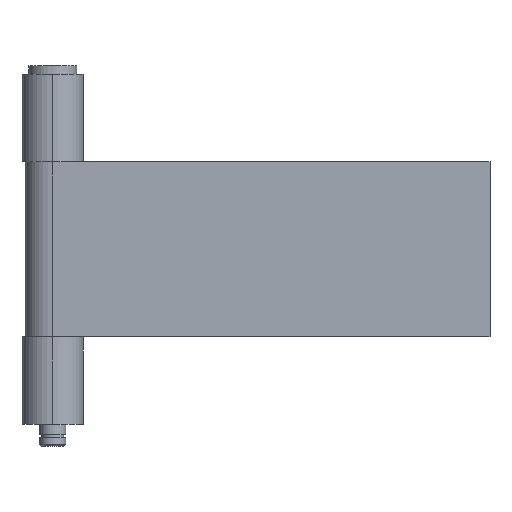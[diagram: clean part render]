
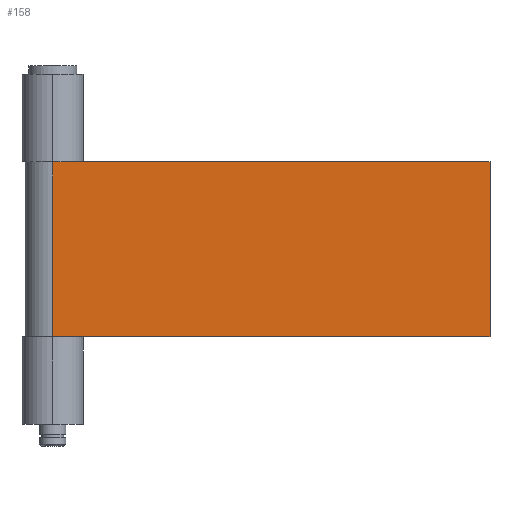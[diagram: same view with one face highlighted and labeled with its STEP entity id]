
A CAD part, top view. The second image highlights one B-rep face of the part: STEP entity #158.
In plain terms, the highlighted face is planar.
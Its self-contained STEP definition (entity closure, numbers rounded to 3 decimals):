
#140 = ORIENTED_EDGE ( 'NONE', *, *, #156, .T. ) ;
#154 = ORIENTED_EDGE ( 'NONE', *, *, #335, .F. ) ;
#156 = EDGE_CURVE ( 'NONE', #350, #307, #453, .T. ) ;
#157 = EDGE_LOOP ( 'NONE', ( #310, #289, #154, #140 ) ) ;
#158 = ADVANCED_FACE ( 'NONE', ( #449 ), #448, .F. ) ;
#285 = VERTEX_POINT ( 'NONE', #656 ) ;
#289 = ORIENTED_EDGE ( 'NONE', *, *, #305, .F. ) ;
#305 = EDGE_CURVE ( 'NONE', #285, #344, #688, .T. ) ;
#307 = VERTEX_POINT ( 'NONE', #684 ) ;
#308 = EDGE_CURVE ( 'NONE', #307, #344, #683, .T. ) ;
#310 = ORIENTED_EDGE ( 'NONE', *, *, #308, .T. ) ;
#335 = EDGE_CURVE ( 'NONE', #350, #285, #770, .T. ) ;
#344 = VERTEX_POINT ( 'NONE', #749 ) ;
#350 = VERTEX_POINT ( 'NONE', #794 ) ;
#444 = DIRECTION ( 'NONE',  ( 1., 0., 0. ) ) ;
#445 = DIRECTION ( 'NONE',  ( 0., 0., 1. ) ) ;
#446 = CARTESIAN_POINT ( 'NONE',  ( 0., 40., -6.3 ) ) ;
#447 = AXIS2_PLACEMENT_3D ( 'NONE', #446, #445, #444 ) ;
#448 = PLANE ( 'NONE',  #447 ) ;
#449 = FACE_OUTER_BOUND ( 'NONE', #157, .T. ) ;
#450 = DIRECTION ( 'NONE',  ( 0., -1., 0. ) ) ;
#451 = VECTOR ( 'NONE', #450, 1000. ) ;
#452 = CARTESIAN_POINT ( 'NONE',  ( 100., 40., -6.3 ) ) ;
#453 = LINE ( 'NONE', #452, #451 ) ;
#656 = CARTESIAN_POINT ( 'NONE',  ( 0., 40., -6.3 ) ) ;
#680 = DIRECTION ( 'NONE',  ( -1., 0., 0. ) ) ;
#681 = VECTOR ( 'NONE', #680, 1000. ) ;
#682 = CARTESIAN_POINT ( 'NONE',  ( 0., 0., -6.3 ) ) ;
#683 = LINE ( 'NONE', #682, #681 ) ;
#684 = CARTESIAN_POINT ( 'NONE',  ( 100., 0., -6.3 ) ) ;
#685 = DIRECTION ( 'NONE',  ( 0., -1., 0. ) ) ;
#686 = VECTOR ( 'NONE', #685, 1000. ) ;
#687 = CARTESIAN_POINT ( 'NONE',  ( 0., 40., -6.3 ) ) ;
#688 = LINE ( 'NONE', #687, #686 ) ;
#749 = CARTESIAN_POINT ( 'NONE',  ( 0., 0., -6.3 ) ) ;
#767 = DIRECTION ( 'NONE',  ( -1., 0., 0. ) ) ;
#768 = VECTOR ( 'NONE', #767, 1000. ) ;
#769 = CARTESIAN_POINT ( 'NONE',  ( 0., 40., -6.3 ) ) ;
#770 = LINE ( 'NONE', #769, #768 ) ;
#794 = CARTESIAN_POINT ( 'NONE',  ( 100., 40., -6.3 ) ) ;
